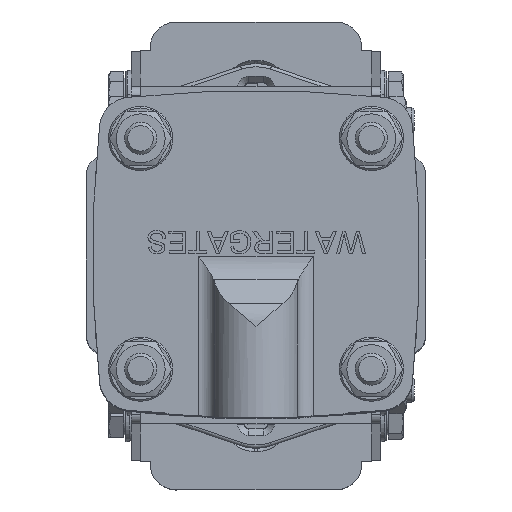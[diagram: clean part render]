
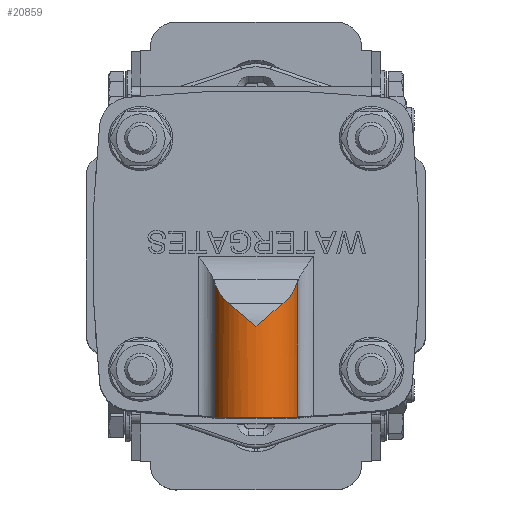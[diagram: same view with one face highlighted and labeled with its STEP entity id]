
A CAD part, top view. The second image highlights one B-rep face of the part: STEP entity #20859.
In plain terms, the highlighted cylindrical face has radius 13.5 mm (diameter 27 mm), a partial arc.
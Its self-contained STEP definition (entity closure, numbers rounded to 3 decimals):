
#283=ELLIPSE('',#22843,19.092,13.5);
#284=ELLIPSE('',#22844,19.092,13.5);
#1146=B_SPLINE_CURVE_WITH_KNOTS('',3,(#37604,#37605,#37606,#37607),
 .UNSPECIFIED.,.F.,.F.,(4,4),(3.712,4.069),
 .UNSPECIFIED.);
#1147=B_SPLINE_CURVE_WITH_KNOTS('',3,(#37613,#37614,#37615,#37616,#37617,
#37618),.UNSPECIFIED.,.F.,.F.,(4,2,4),(5.927,6.429,
7.018),.UNSPECIFIED.);
#1148=B_SPLINE_CURVE_WITH_KNOTS('',3,(#37620,#37621,#37622,#37623,#37624,
#37625),.UNSPECIFIED.,.F.,.F.,(4,2,4),(0.,0.59,1.091),
 .UNSPECIFIED.);
#1149=B_SPLINE_CURVE_WITH_KNOTS('',3,(#37631,#37632,#37633,#37634,#37635,
#37636,#37637,#37638,#37639,#37640,#37641,#37642,#37643),.UNSPECIFIED.,
 .F.,.F.,(4,3,2,2,2,4),(-0.357,0.,0.509,1.017,
1.526,2.034),.UNSPECIFIED.);
#2847=FACE_OUTER_BOUND('',#4174,.T.);
#4174=EDGE_LOOP('',(#17915,#17916,#17917,#17918,#17919,#17920,#17921,#17922,
#17923,#17924));
#5715=LINE('',#37602,#7397);
#5716=LINE('',#37609,#7398);
#5717=LINE('',#37629,#7399);
#7397=VECTOR('',#27246,13.5);
#7398=VECTOR('',#27247,42.122);
#7399=VECTOR('',#27252,42.122);
#8538=CIRCLE('',#22845,13.5);
#10057=VERTEX_POINT('',#37600);
#10058=VERTEX_POINT('',#37601);
#10059=VERTEX_POINT('',#37603);
#10060=VERTEX_POINT('',#37608);
#10061=VERTEX_POINT('',#37610);
#10062=VERTEX_POINT('',#37612);
#10063=VERTEX_POINT('',#37619);
#10064=VERTEX_POINT('',#37626);
#10065=VERTEX_POINT('',#37628);
#10066=VERTEX_POINT('',#37630);
#12764=EDGE_CURVE('',#10057,#10058,#5715,.T.);
#12765=EDGE_CURVE('',#10057,#10059,#1146,.F.);
#12766=EDGE_CURVE('',#10060,#10059,#5716,.T.);
#12767=EDGE_CURVE('',#10060,#10061,#283,.T.);
#12768=EDGE_CURVE('',#10061,#10062,#1147,.T.);
#12769=EDGE_CURVE('',#10062,#10063,#1148,.T.);
#12770=EDGE_CURVE('',#10063,#10064,#284,.T.);
#12771=EDGE_CURVE('',#10065,#10064,#5717,.T.);
#12772=EDGE_CURVE('',#10065,#10066,#1149,.T.);
#12773=EDGE_CURVE('',#10066,#10058,#8538,.T.);
#17915=ORIENTED_EDGE('',*,*,#12764,.F.);
#17916=ORIENTED_EDGE('',*,*,#12765,.T.);
#17917=ORIENTED_EDGE('',*,*,#12766,.F.);
#17918=ORIENTED_EDGE('',*,*,#12767,.T.);
#17919=ORIENTED_EDGE('',*,*,#12768,.T.);
#17920=ORIENTED_EDGE('',*,*,#12769,.T.);
#17921=ORIENTED_EDGE('',*,*,#12770,.T.);
#17922=ORIENTED_EDGE('',*,*,#12771,.F.);
#17923=ORIENTED_EDGE('',*,*,#12772,.T.);
#17924=ORIENTED_EDGE('',*,*,#12773,.T.);
#19925=CYLINDRICAL_SURFACE('',#22842,13.5);
#20859=ADVANCED_FACE('',(#2847),#19925,.T.);
#22842=AXIS2_PLACEMENT_3D('',#37599,#27244,#27245);
#22843=AXIS2_PLACEMENT_3D('',#37611,#27248,#27249);
#22844=AXIS2_PLACEMENT_3D('',#37627,#27250,#27251);
#22845=AXIS2_PLACEMENT_3D('',#37644,#27253,#27254);
#27244=DIRECTION('center_axis',(-1.,0.,0.));
#27245=DIRECTION('ref_axis',(0.,-1.,0.));
#27246=DIRECTION('',(1.,0.,0.));
#27247=DIRECTION('',(1.,0.,0.));
#27248=DIRECTION('center_axis',(0.707,0.,-0.707));
#27249=DIRECTION('ref_axis',(0.707,0.,0.707));
#27250=DIRECTION('center_axis',(0.707,0.,-0.707));
#27251=DIRECTION('ref_axis',(0.707,0.,0.707));
#27252=DIRECTION('',(-1.,0.,0.));
#27253=DIRECTION('center_axis',(-1.,0.,0.));
#27254=DIRECTION('ref_axis',(0.,-1.,0.));
#37599=CARTESIAN_POINT('Origin',(51.,0.,14.));
#37600=CARTESIAN_POINT('',(50.753,13.5,14.));
#37601=CARTESIAN_POINT('',(51.,13.5,14.));
#37602=CARTESIAN_POINT('',(51.,13.5,14.));
#37603=CARTESIAN_POINT('',(50.771,12.998,17.649));
#37604=CARTESIAN_POINT('Ctrl Pts',(50.771,12.998,17.649));
#37605=CARTESIAN_POINT('Ctrl Pts',(50.759,13.338,16.437));
#37606=CARTESIAN_POINT('Ctrl Pts',(50.753,13.5,15.19));
#37607=CARTESIAN_POINT('Ctrl Pts',(50.753,13.5,14.));
#37608=CARTESIAN_POINT('',(8.649,12.998,17.649));
#37609=CARTESIAN_POINT('',(8.649,12.998,17.649));
#37610=CARTESIAN_POINT('',(15.571,8.397,24.571));
#37611=CARTESIAN_POINT('Origin',(5.,0.,14.));
#37612=CARTESIAN_POINT('',(22.642,0.,27.5));
#37613=CARTESIAN_POINT('Ctrl Pts',(15.571,8.397,24.571));
#37614=CARTESIAN_POINT('Ctrl Pts',(16.471,7.264,25.471));
#37615=CARTESIAN_POINT('Ctrl Pts',(17.534,5.984,26.183));
#37616=CARTESIAN_POINT('Ctrl Pts',(19.968,3.106,27.242));
#37617=CARTESIAN_POINT('Ctrl Pts',(21.36,1.489,27.5));
#37618=CARTESIAN_POINT('Ctrl Pts',(22.642,0.,27.5));
#37619=CARTESIAN_POINT('',(15.571,-8.397,24.571));
#37620=CARTESIAN_POINT('Ctrl Pts',(22.642,0.,27.5));
#37621=CARTESIAN_POINT('Ctrl Pts',(21.36,-1.489,27.5));
#37622=CARTESIAN_POINT('Ctrl Pts',(19.968,-3.106,27.242));
#37623=CARTESIAN_POINT('Ctrl Pts',(17.534,-5.984,26.183));
#37624=CARTESIAN_POINT('Ctrl Pts',(16.471,-7.264,25.471));
#37625=CARTESIAN_POINT('Ctrl Pts',(15.571,-8.397,24.571));
#37626=CARTESIAN_POINT('',(8.649,-12.998,17.649));
#37627=CARTESIAN_POINT('Origin',(5.,0.,14.));
#37628=CARTESIAN_POINT('',(50.771,-12.998,17.649));
#37629=CARTESIAN_POINT('',(50.771,-12.998,17.649));
#37630=CARTESIAN_POINT('',(51.,0.,0.5));
#37631=CARTESIAN_POINT('Ctrl Pts',(50.771,-12.998,17.649));
#37632=CARTESIAN_POINT('Ctrl Pts',(50.759,-13.338,16.437));
#37633=CARTESIAN_POINT('Ctrl Pts',(50.753,-13.5,15.19));
#37634=CARTESIAN_POINT('Ctrl Pts',(50.753,-13.5,14.));
#37635=CARTESIAN_POINT('Ctrl Pts',(50.753,-13.5,12.305));
#37636=CARTESIAN_POINT('Ctrl Pts',(50.766,-13.161,10.497));
#37637=CARTESIAN_POINT('Ctrl Pts',(50.812,-11.783,7.171));
#37638=CARTESIAN_POINT('Ctrl Pts',(50.845,-10.744,5.653));
#37639=CARTESIAN_POINT('Ctrl Pts',(50.907,-8.347,3.256));
#37640=CARTESIAN_POINT('Ctrl Pts',(50.94,-6.829,2.217));
#37641=CARTESIAN_POINT('Ctrl Pts',(50.987,-3.503,0.839));
#37642=CARTESIAN_POINT('Ctrl Pts',(51.,-1.695,0.5));
#37643=CARTESIAN_POINT('Ctrl Pts',(51.,0.,
0.5));
#37644=CARTESIAN_POINT('Origin',(51.,0.,14.));
